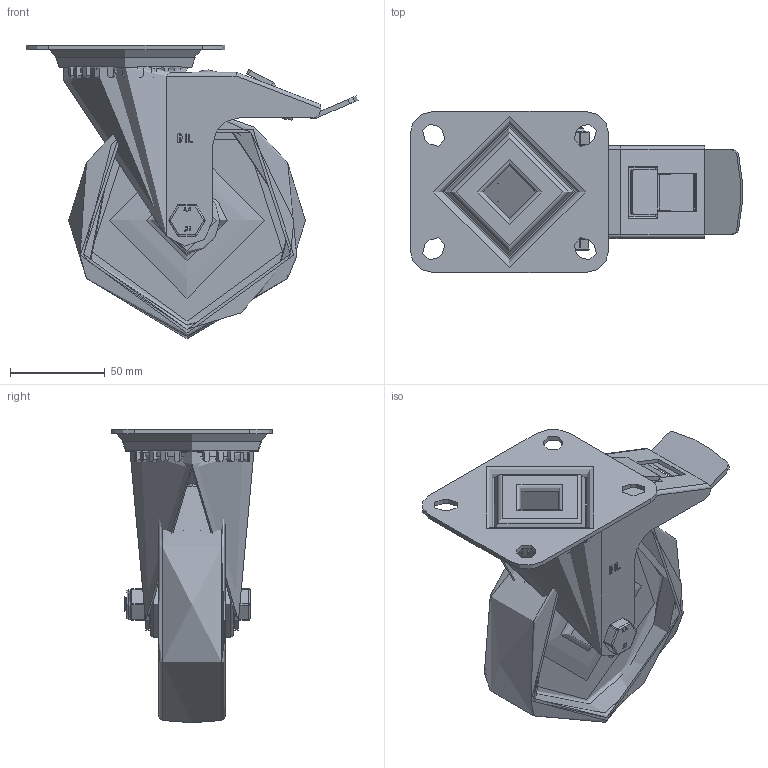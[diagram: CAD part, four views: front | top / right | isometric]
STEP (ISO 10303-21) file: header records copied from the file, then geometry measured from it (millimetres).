
FILE_DESCRIPTION(/* description */ ('','CAx-IF Rec.Pracs.---Representation and Presentation of Product Manufacturing Information (PMI)---4.0---2014-10-13'),/* implementation_level */ '2;1');
FILE_NAME(/* name */ 'BZMM125PLBSWBBLK.step',/* time_stamp */ '2024-12-06T16:24:54Z',/* author */ (''),/* organization */ (''),/* preprocessor_version */ 'ST-DEVELOPER v20',/* originating_system */ 'Autodesk Translation Framework v13.20.0.188',/* authorisation */ '');
FILE_SCHEMA (('AP242_MANAGED_MODEL_BASED_3D_ENGINEERING_MIM_LF { 1 0 10303 442 1 1 4 }'));
Length unit declared in the file: millimetre
Products named in the file (27): BZMM125PLBSWB/BLK; BZMM125ASSWB v1; ZINC PLATED, PRESSED STEEL TOP PLATE; ZINC PLATED, PRESSED STEEL FORKS; BEARING SEAL; ZINC PLATED, PRESSED STEEL BRAKE PEDAL; ZINC PLATED, PRESSED STEEL BRAKE PEDAL Geometry; BRAKE BOLT; BRAKE PAD; BRAKE PAD Geometry; BOLT; NUT; BZH125WPL23BLK v1; POLYPROPYLENE WHEEL; RBM15X23X45 v1; NYLON ROLLER BEARING; NYLON CAGE; RIBS; Component2; TUBEM15X45 v1; ZINC PLATED, STEEL TUBE; HEXBOLTM10X60Z8.8 v2; GRADE 8.8 ZINC PLATED BOLT; NYLOCM10Z v1; NYLOC NUT; RUBBER; NUT (1)
Assembly tree (33 placements, depth 5):
  BZMM125PLBSWB/BLK
    BZMM125ASSWB v1
      ZINC PLATED, PRESSED STEEL TOP PLATE
      ZINC PLATED, PRESSED STEEL FORKS
      BEARING SEAL
      ZINC PLATED, PRESSED STEEL BRAKE PEDAL
        ZINC PLATED, PRESSED STEEL BRAKE PEDAL Geometry
        BRAKE BOLT
      BRAKE PAD
        BRAKE PAD Geometry
        BOLT
        NUT
    BZH125WPL23BLK v1
      POLYPROPYLENE WHEEL
    RBM15X23X45 v1
      NYLON ROLLER BEARING
        NYLON CAGE
        RIBS
          Component2  x8
    TUBEM15X45 v1
      ZINC PLATED, STEEL TUBE
    HEXBOLTM10X60Z8.8 v2
      GRADE 8.8 ZINC PLATED BOLT
    NYLOCM10Z v1
      NYLOC NUT
        RUBBER
        NUT (1)
Bounding box: 175.28 x 85 x 155 mm (x, y, z)
Volume: 271597.3 mm3; surface area: 146157.4 mm2
Topology: 22 solids, 22 shells, 711 faces, 1852 edges, 1189 vertices
Faces by surface type: plane 381, cylinder 225, bspline 58, torus 20, sphere 19, cone 8
Full cylindrical faces by diameter (mm): 4 x8, 6 x6, 8.141 x19, 9.85 x20, 10 x3, 10.2 x3, 12 x2, 14.95 x1, 15.5 x2, 16 x1, 23 x1, 23.2 x1, 28 x1, 34 x2, 34.5 x2, 40 x1, 61.5 x1, 65.5 x1
Entity records: 30501 total; most frequent: CARTESIAN_POINT 12686, ORIENTED_EDGE 3656, DIRECTION 3477, EDGE_CURVE 1828, VERTEX_POINT 1175, AXIS2_PLACEMENT_3D 1164, LINE 1149, VECTOR 1149
